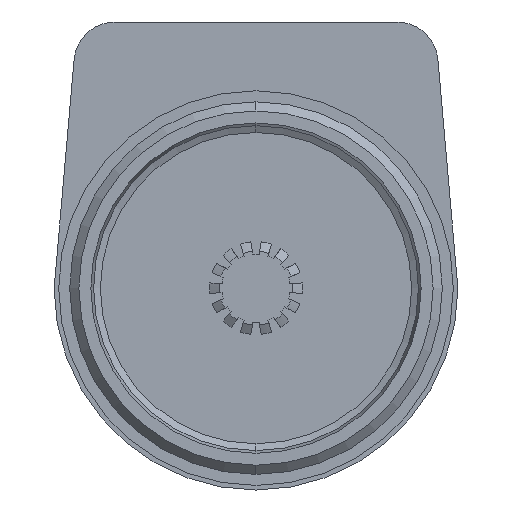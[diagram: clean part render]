
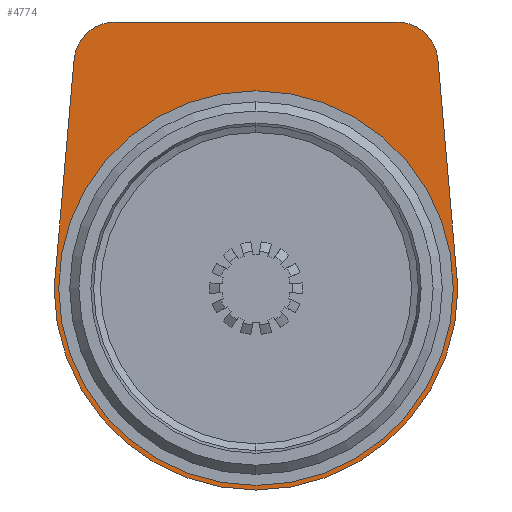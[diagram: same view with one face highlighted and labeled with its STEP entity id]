
A CAD part, left-side view. The second image highlights one B-rep face of the part: STEP entity #4774.
In plain terms, the highlighted planar face has unit normal (-1, 0, 0).
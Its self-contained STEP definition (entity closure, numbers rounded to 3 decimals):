
#674=CARTESIAN_POINT('',(-2.,0.,0.));
#675=DIRECTION('',(-1.,0.,0.));
#676=DIRECTION('',(0.,1.,0.));
#677=AXIS2_PLACEMENT_3D('',#674,#675,#676);
#679=DIRECTION('',(0.,0.087,-0.996));
#680=VECTOR('',#679,24.987);
#681=CARTESIAN_POINT('',(-2.,19.822,24.892));
#682=LINE('',#681,#680);
#683=CARTESIAN_POINT('',(-2.,15.339,24.5));
#684=DIRECTION('',(-1.,0.,0.));
#685=DIRECTION('',(0.,0.,1.));
#686=AXIS2_PLACEMENT_3D('',#683,#684,#685);
#688=DIRECTION('',(0.,1.,0.));
#689=VECTOR('',#688,30.679);
#690=CARTESIAN_POINT('',(-2.,-15.339,29.));
#691=LINE('',#690,#689);
#692=CARTESIAN_POINT('',(-2.,-15.339,24.5));
#693=DIRECTION('',(-1.,0.,0.));
#694=DIRECTION('',(0.,-0.996,0.087));
#695=AXIS2_PLACEMENT_3D('',#692,#693,#694);
#697=DIRECTION('',(0.,0.087,0.996));
#698=VECTOR('',#697,24.987);
#699=CARTESIAN_POINT('',(-2.,-22.,0.));
#700=LINE('',#699,#698);
#701=CARTESIAN_POINT('',(-2.,0.,0.));
#702=DIRECTION('',(1.,0.,0.));
#703=DIRECTION('',(0.,0.,-1.));
#704=AXIS2_PLACEMENT_3D('',#701,#702,#703);
#706=CARTESIAN_POINT('',(-2.,0.,0.));
#707=DIRECTION('',(1.,0.,0.));
#708=DIRECTION('',(0.,0.,1.));
#709=AXIS2_PLACEMENT_3D('',#706,#707,#708);
#2963=CARTESIAN_POINT('',(-2.,0.,21.5));
#2965=VERTEX_POINT('',#2963);
#2966=CARTESIAN_POINT('',(-2.,0.,-21.5));
#2967=VERTEX_POINT('',#2966);
#3146=CARTESIAN_POINT('',(-2.,-19.822,24.892));
#3147=VERTEX_POINT('',#3146);
#3148=CARTESIAN_POINT('',(-2.,-22.,0.));
#3149=VERTEX_POINT('',#3148);
#3152=CARTESIAN_POINT('',(-2.,-15.339,29.));
#3153=VERTEX_POINT('',#3152);
#3156=CARTESIAN_POINT('',(-2.,15.339,29.));
#3157=VERTEX_POINT('',#3156);
#3160=CARTESIAN_POINT('',(-2.,19.822,24.892));
#3161=VERTEX_POINT('',#3160);
#3164=CARTESIAN_POINT('',(-2.,22.,0.));
#3165=VERTEX_POINT('',#3164);
#4755=CARTESIAN_POINT('',(-2.,0.,0.));
#4756=DIRECTION('',(1.,0.,0.));
#4757=DIRECTION('',(0.,1.,0.));
#4758=AXIS2_PLACEMENT_3D('',#4755,#4756,#4757);
#4759=PLANE('',#4758);
#4760=ORIENTED_EDGE('',*,*,#4659,.F.);
#4761=ORIENTED_EDGE('',*,*,#4680,.F.);
#4762=ORIENTED_EDGE('',*,*,#4701,.F.);
#4763=ORIENTED_EDGE('',*,*,#4722,.F.);
#4764=ORIENTED_EDGE('',*,*,#4742,.F.);
#4765=ORIENTED_EDGE('',*,*,#4637,.F.);
#4766=EDGE_LOOP('',(#4760,#4761,#4762,#4763,#4764,#4765));
#4767=FACE_OUTER_BOUND('',#4766,.F.);
#4769=ORIENTED_EDGE('',*,*,#4768,.F.);
#4771=ORIENTED_EDGE('',*,*,#4770,.F.);
#4772=EDGE_LOOP('',(#4769,#4771));
#4773=FACE_BOUND('',#4772,.F.);
#4774=ADVANCED_FACE('',(#4767,#4773),#4759,.F.);
#678=CIRCLE('',#677,22.);
#687=CIRCLE('',#686,4.5);
#696=CIRCLE('',#695,4.5);
#705=CIRCLE('',#704,21.5);
#710=CIRCLE('',#709,21.5);
#4637=EDGE_CURVE('',#3149,#3147,#700,.T.);
#4659=EDGE_CURVE('',#3165,#3149,#678,.T.);
#4680=EDGE_CURVE('',#3161,#3165,#682,.T.);
#4701=EDGE_CURVE('',#3157,#3161,#687,.T.);
#4722=EDGE_CURVE('',#3153,#3157,#691,.T.);
#4742=EDGE_CURVE('',#3147,#3153,#696,.T.);
#4768=EDGE_CURVE('',#2967,#2965,#705,.T.);
#4770=EDGE_CURVE('',#2965,#2967,#710,.T.);
